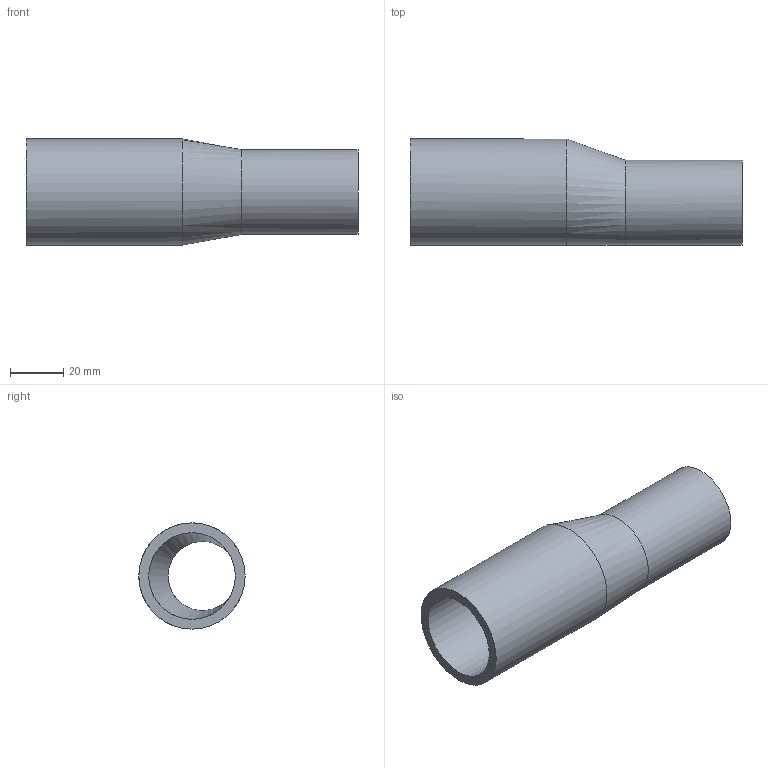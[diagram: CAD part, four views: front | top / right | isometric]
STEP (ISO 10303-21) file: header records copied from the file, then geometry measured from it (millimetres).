
FILE_DESCRIPTION(/* description */ ('PE100 Eccentric Reduction Long, Ø040-032, SDR11'),/* implementation_level */ '2;1');
FILE_NAME(/* name */ 'REL-EX11-RC-040-032',/* time_stamp */ '2021-11-23T10:33:11+01:00',/* author */ ('COAB Solutions'),/* organization */ ('GPA Flowsystem'),/* preprocessor_version */ 'ST-DEVELOPER v18.1',/* originating_system */ 'www.coabsolutions.com',/* authorisation */ '');
FILE_SCHEMA (('AUTOMOTIVE_DESIGN { 1 0 10303 214 3 1 1 }'));
Length unit declared in the file: millimetre
Products named in the file (1): REL-EX11-RC-040-032
Bounding box: 125 x 40 x 40 mm (x, y, z)
Volume: 44509.2 mm3; surface area: 26781.4 mm2
Topology: 1 solids, 1 shells, 8 faces, 22 edges, 16 vertices
Faces by surface type: cylinder 4, bspline 2, plane 2
Full cylindrical faces by diameter (mm): 26 x1, 32 x1, 32.6 x1, 40 x1
Entity records: 343 total; most frequent: CARTESIAN_POINT 83, DIRECTION 50, ORIENTED_EDGE 44, AXIS2_PLACEMENT_3D 23, EDGE_CURVE 22, CIRCLE 16, VERTEX_POINT 16, EDGE_LOOP 10
